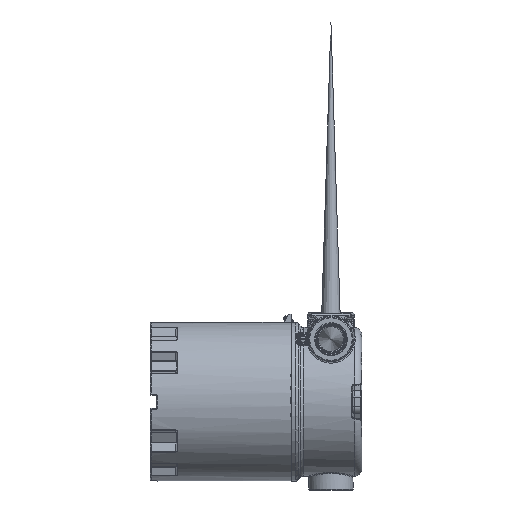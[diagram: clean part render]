
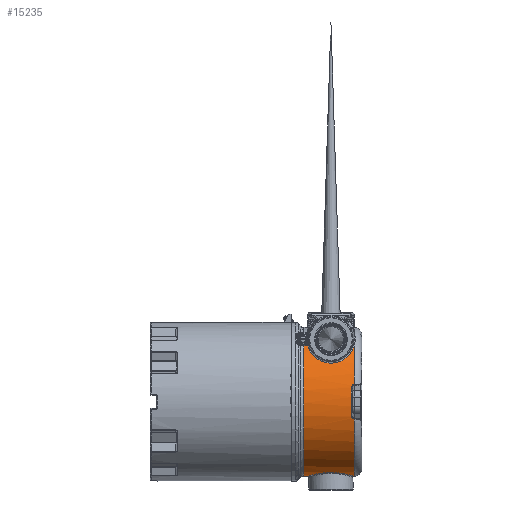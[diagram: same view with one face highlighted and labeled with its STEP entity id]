
A CAD part, left-side view. The second image highlights one B-rep face of the part: STEP entity #15235.
In plain terms, the highlighted cylindrical face has radius 60.198 mm (diameter 120.396 mm), a partial arc.
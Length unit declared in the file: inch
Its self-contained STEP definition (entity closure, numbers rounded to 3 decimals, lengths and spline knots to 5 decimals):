
#1058=B_SPLINE_CURVE_WITH_KNOTS('',3,(#24411,#24412,#24413,#24414,#24415,
#24416,#24417,#24418,#24419,#24420),.UNSPECIFIED.,.F.,.F.,(4,1,1,1,1,1,
1,4),(-10.21909,-9.40177,-8.58445,-7.76713,
-6.94982,-6.1325,-5.31518,-4.49787),
 .UNSPECIFIED.);
#1081=B_SPLINE_CURVE_WITH_KNOTS('',3,(#25352,#25353,#25354,#25355,#25356,
#25357,#25358),.UNSPECIFIED.,.F.,.F.,(4,1,1,1,4),(-10.86385,-10.08786,
-9.31187,-8.27722,-8.14791),.UNSPECIFIED.);
#1082=B_SPLINE_CURVE_WITH_KNOTS('',3,(#25360,#25361,#25362,#25363,#25364,
#25365,#25366),.UNSPECIFIED.,.F.,.F.,(4,1,1,1,4),(-2.71597,-2.32797,
-1.55198,-0.77599,0.),.UNSPECIFIED.);
#1083=B_SPLINE_CURVE_WITH_KNOTS('',3,(#25372,#25373,#25374,#25375,#25376,
#25377),.UNSPECIFIED.,.F.,.F.,(4,1,1,4),(0.,0.17016,0.2836,
0.39704),.UNSPECIFIED.);
#1084=B_SPLINE_CURVE_WITH_KNOTS('',3,(#25380,#25381,#25382,#25383,#25384),
 .UNSPECIFIED.,.F.,.F.,(4,1,4),(0.,0.17016,0.39705),
 .UNSPECIFIED.);
#1812=CYLINDRICAL_SURFACE('',#16505,2.37);
#2273=FACE_OUTER_BOUND('',#3259,.T.);
#3259=EDGE_LOOP('',(#11674,#11675,#11676,#11677,#11678,#11679,#11680,#11681,
#11682,#11683,#11684,#11685));
#4414=LINE('',#24464,#5355);
#4430=LINE('',#25350,#5371);
#4431=LINE('',#25368,#5372);
#5355=VECTOR('',#18795,0.3937);
#5371=VECTOR('',#18917,0.3937);
#5372=VECTOR('',#18918,0.3937);
#5998=CIRCLE('',#16445,2.37);
#6013=CIRCLE('',#16463,2.37);
#6038=CIRCLE('',#16506,2.37);
#6039=CIRCLE('',#16507,2.37);
#7094=VERTEX_POINT('',#24308);
#7095=VERTEX_POINT('',#24315);
#7101=VERTEX_POINT('',#24409);
#7104=VERTEX_POINT('',#24462);
#7113=VERTEX_POINT('',#24585);
#7145=VERTEX_POINT('',#25349);
#7146=VERTEX_POINT('',#25351);
#7147=VERTEX_POINT('',#25359);
#7148=VERTEX_POINT('',#25367);
#7149=VERTEX_POINT('',#25369);
#7150=VERTEX_POINT('',#25371);
#7151=VERTEX_POINT('',#25378);
#8676=EDGE_CURVE('',#7094,#7095,#5998,.T.);
#8685=EDGE_CURVE('',#7101,#7094,#1058,.T.);
#8689=EDGE_CURVE('',#7104,#7101,#4414,.T.);
#8704=EDGE_CURVE('',#7104,#7113,#6013,.T.);
#8767=EDGE_CURVE('',#7113,#7145,#4430,.T.);
#8768=EDGE_CURVE('',#7146,#7145,#1081,.T.);
#8769=EDGE_CURVE('',#7147,#7146,#1082,.T.);
#8770=EDGE_CURVE('',#7147,#7148,#4431,.T.);
#8771=EDGE_CURVE('',#7149,#7148,#6038,.T.);
#8772=EDGE_CURVE('',#7150,#7149,#1083,.T.);
#8773=EDGE_CURVE('',#7151,#7150,#6039,.T.);
#8774=EDGE_CURVE('',#7095,#7151,#1084,.T.);
#11674=ORIENTED_EDGE('',*,*,#8689,.F.);
#11675=ORIENTED_EDGE('',*,*,#8704,.T.);
#11676=ORIENTED_EDGE('',*,*,#8767,.T.);
#11677=ORIENTED_EDGE('',*,*,#8768,.F.);
#11678=ORIENTED_EDGE('',*,*,#8769,.F.);
#11679=ORIENTED_EDGE('',*,*,#8770,.T.);
#11680=ORIENTED_EDGE('',*,*,#8771,.F.);
#11681=ORIENTED_EDGE('',*,*,#8772,.F.);
#11682=ORIENTED_EDGE('',*,*,#8773,.F.);
#11683=ORIENTED_EDGE('',*,*,#8774,.F.);
#11684=ORIENTED_EDGE('',*,*,#8676,.F.);
#11685=ORIENTED_EDGE('',*,*,#8685,.F.);
#15235=ADVANCED_FACE('',(#2273),#1812,.T.);
#16445=AXIS2_PLACEMENT_3D('',#24316,#18778,#18779);
#16463=AXIS2_PLACEMENT_3D('',#24587,#18816,#18817);
#16505=AXIS2_PLACEMENT_3D('',#25348,#18915,#18916);
#16506=AXIS2_PLACEMENT_3D('',#25370,#18919,#18920);
#16507=AXIS2_PLACEMENT_3D('',#25379,#18921,#18922);
#18778=DIRECTION('center_axis',(0.,-1.,0.));
#18779=DIRECTION('ref_axis',(1.,0.,0.));
#18795=DIRECTION('',(0.,-1.,0.));
#18816=DIRECTION('center_axis',(0.,-1.,0.));
#18817=DIRECTION('ref_axis',(1.,0.,0.));
#18915=DIRECTION('center_axis',(0.,-1.,0.));
#18916=DIRECTION('ref_axis',(-0.936,0.,-0.353));
#18917=DIRECTION('',(0.,-1.,0.));
#18918=DIRECTION('',(0.,-1.,0.));
#18919=DIRECTION('center_axis',(0.,-1.,0.));
#18920=DIRECTION('ref_axis',(1.,0.,0.));
#18921=DIRECTION('center_axis',(0.,-1.,0.));
#18922=DIRECTION('ref_axis',(-1.,0.,0.));
#24308=CARTESIAN_POINT('',(-1.56781,0.,1.77732));
#24315=CARTESIAN_POINT('',(-2.30628,0.,0.54586));
#24316=CARTESIAN_POINT('Origin',(0.,0.,0.));
#24409=CARTESIAN_POINT('',(-1.56392,1.48107,1.78074));
#24411=CARTESIAN_POINT('Ctrl Pts',(-1.56392,1.48107,1.78074));
#24412=CARTESIAN_POINT('Ctrl Pts',(-1.6419,1.45988,1.71226));
#24413=CARTESIAN_POINT('Ctrl Pts',(-1.78568,1.39474,1.56737));
#24414=CARTESIAN_POINT('Ctrl Pts',(-1.94464,1.20011,1.36043));
#24415=CARTESIAN_POINT('Ctrl Pts',(-2.02676,0.90867,
1.22882));
#24416=CARTESIAN_POINT('Ctrl Pts',(-2.02747,0.57664,
1.22744));
#24417=CARTESIAN_POINT('Ctrl Pts',(-1.94659,0.28423,
1.3575));
#24418=CARTESIAN_POINT('Ctrl Pts',(-1.78889,0.08751,
1.56372));
#24419=CARTESIAN_POINT('Ctrl Pts',(-1.64558,0.02156,
1.70872));
#24420=CARTESIAN_POINT('Ctrl Pts',(-1.56781,0.,
1.77732));
#24462=CARTESIAN_POINT('',(-1.56392,1.60746,1.78074));
#24464=CARTESIAN_POINT('',(-1.56392,0.5751,1.78074));
#24585=CARTESIAN_POINT('',(0.,1.60746,-2.37));
#24587=CARTESIAN_POINT('Origin',(0.,1.60746,0.));
#25348=CARTESIAN_POINT('Origin',(0.,0.5751,0.));
#25349=CARTESIAN_POINT('',(0.,1.47625,-2.37));
#25350=CARTESIAN_POINT('',(0.,0.5751,-2.37));
#25351=CARTESIAN_POINT('',(-0.72667,0.74,-2.25585));
#25352=CARTESIAN_POINT('Ctrl Pts',(-0.72667,0.74,-2.25585));
#25353=CARTESIAN_POINT('Ctrl Pts',(-0.72667,0.85082,
-2.25585));
#25354=CARTESIAN_POINT('Ctrl Pts',(-0.67598,1.07181,
-2.27278));
#25355=CARTESIAN_POINT('Ctrl Pts',(-0.44632,1.36389,
-2.33467));
#25356=CARTESIAN_POINT('Ctrl Pts',(-0.1825,1.47028,
-2.3684));
#25357=CARTESIAN_POINT('Ctrl Pts',(-0.01831,1.47632,
-2.37007));
#25358=CARTESIAN_POINT('Ctrl Pts',(-0.00007,1.47629,
-2.37004));
#25359=CARTESIAN_POINT('',(0.,0.00375,-2.37));
#25360=CARTESIAN_POINT('Ctrl Pts',(-0.00005,0.00391,
-2.36988));
#25361=CARTESIAN_POINT('Ctrl Pts',(-0.05475,0.0039,
-2.36989));
#25362=CARTESIAN_POINT('Ctrl Pts',(-0.21881,0.02233,
-2.36447));
#25363=CARTESIAN_POINT('Ctrl Pts',(-0.46912,0.14568,
-2.32817));
#25364=CARTESIAN_POINT('Ctrl Pts',(-0.6761,0.40799,
-2.27297));
#25365=CARTESIAN_POINT('Ctrl Pts',(-0.72667,0.62918,
-2.25585));
#25366=CARTESIAN_POINT('Ctrl Pts',(-0.72667,0.74,-2.25585));
#25367=CARTESIAN_POINT('',(0.,0.,-2.37));
#25368=CARTESIAN_POINT('',(0.,0.5751,-2.37));
#25369=CARTESIAN_POINT('',(-2.30628,0.,-0.54586));
#25370=CARTESIAN_POINT('Origin',(0.,0.,0.));
#25371=CARTESIAN_POINT('',(-2.32799,0.09375,-0.44425));
#25372=CARTESIAN_POINT('Ctrl Pts',(-2.32799,0.09375,-0.44425));
#25373=CARTESIAN_POINT('Ctrl Pts',(-2.32386,0.09375,
-0.4659));
#25374=CARTESIAN_POINT('Ctrl Pts',(-2.3164,0.08289,
-0.50192));
#25375=CARTESIAN_POINT('Ctrl Pts',(-2.30821,0.04452,
-0.53778));
#25376=CARTESIAN_POINT('Ctrl Pts',(-2.30628,0.01489,
-0.54586));
#25377=CARTESIAN_POINT('Ctrl Pts',(-2.30628,0.,
-0.54586));
#25378=CARTESIAN_POINT('',(-2.32799,0.09375,0.44425));
#25379=CARTESIAN_POINT('Origin',(0.,0.09375,0.));
#25380=CARTESIAN_POINT('Ctrl Pts',(-2.30628,0.,
0.54586));
#25381=CARTESIAN_POINT('Ctrl Pts',(-2.30628,0.02233,
0.54586));
#25382=CARTESIAN_POINT('Ctrl Pts',(-2.31159,0.0732,
0.52394));
#25383=CARTESIAN_POINT('Ctrl Pts',(-2.32248,0.09375,
0.47312));
#25384=CARTESIAN_POINT('Ctrl Pts',(-2.32799,0.09375,
0.44425));
